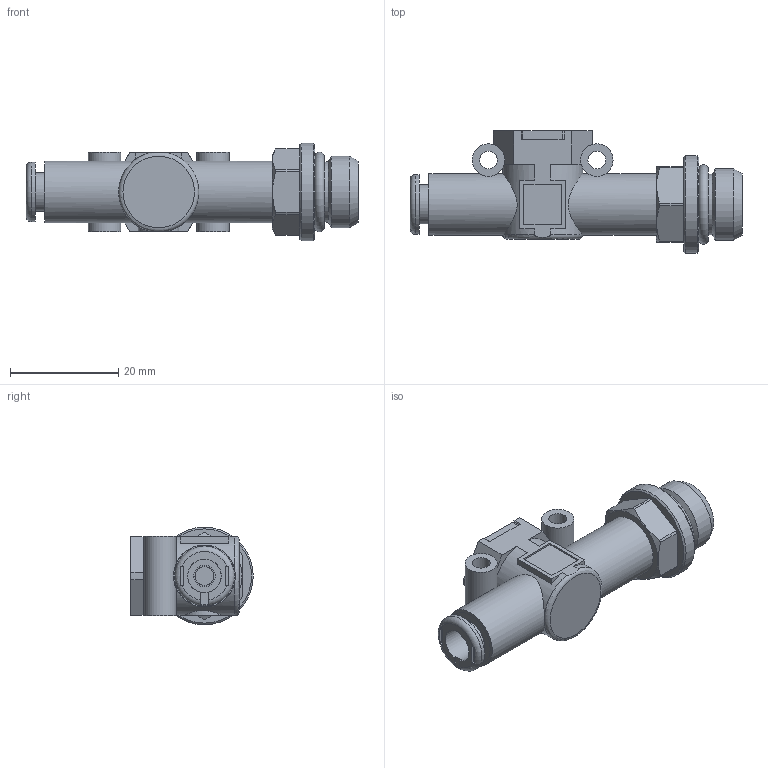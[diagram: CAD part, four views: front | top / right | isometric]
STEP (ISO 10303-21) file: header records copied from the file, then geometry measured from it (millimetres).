
FILE_DESCRIPTION( ( 'STEP AP214' ), ' ' );
FILE_NAME( '9064209.stp', '2017-03-31T09:56:21', ( '' ), ( '' ), ' ', 'PARTsolutions', ' ' );
FILE_SCHEMA( ( 'AUTOMOTIVE_DESIGN { 1 0 10303 214 1 1 1 1 }' ) );
Length unit declared in the file: millimetre
Products named in the file (5): 9064209; _LINE-ON-LINE D6 VSR-L body; _LINE-ON-LINE D6-1/4 thread port; _LINE-ON-LINE D6 VNR-L bushing; _LINE ON LINE D6 VNR-L plate
Assembly tree (4 placements, depth 2):
  9064209
    _LINE-ON-LINE D6 VSR-L body
    _LINE-ON-LINE D6-1/4 thread port
    _LINE-ON-LINE D6 VNR-L bushing
    _LINE ON LINE D6 VNR-L plate
Bounding box: 61.3 x 22.6 x 18 mm (x, y, z)
Volume: 6310.7 mm3; surface area: 7330.2 mm2
Topology: 4 solids, 4 shells, 146 faces, 347 edges, 228 vertices
Faces by surface type: plane 84, cylinder 51, cone 8, torus 3
Full cylindrical faces by diameter (mm): 3.3 x2, 3.5 x2, 4 x2, 6 x3, 6.2 x1, 7.2 x2, 7.4 x2, 7.6 x1, 8 x1, 9 x2, 9.6 x2, 10 x1, 10.3 x3, 11 x1, 11.1 x1, 11.4 x2, 11.6 x1, 13.157 x1, 18 x1
Entity records: 5788 total; most frequent: CARTESIAN_POINT 1288, DIRECTION 686, ORIENTED_EDGE 592, EDGE_CURVE 296, AXIS2_PLACEMENT_3D 269, EDGE_LOOP 222, VERTEX_POINT 221, FACE_OUTER_BOUND 180
